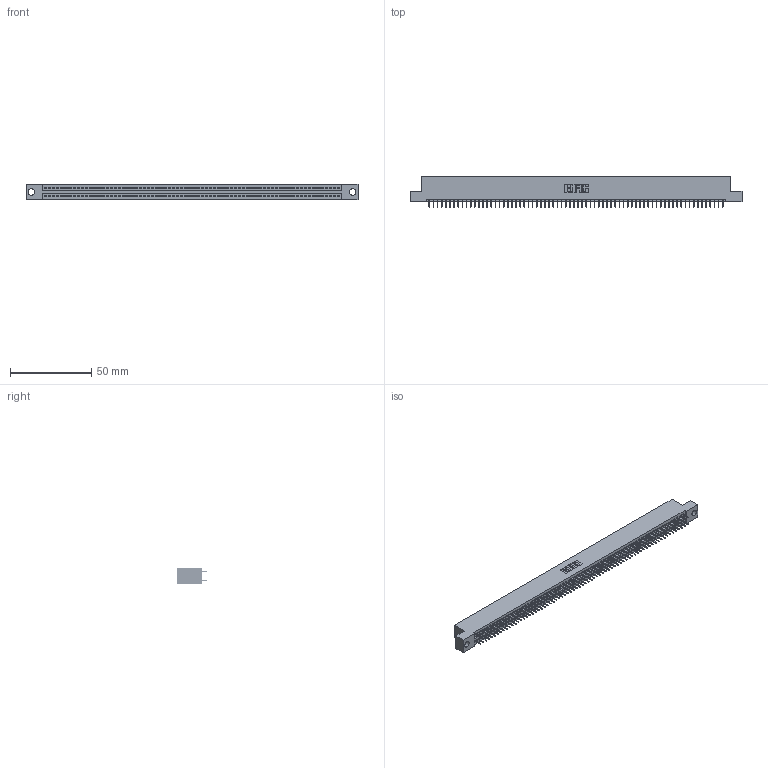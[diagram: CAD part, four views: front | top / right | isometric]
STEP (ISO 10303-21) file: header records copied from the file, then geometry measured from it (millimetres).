
FILE_DESCRIPTION (( 'STEP AP203' ), '1' );
FILE_NAME ('845-144-525-204.STEP', '2020-09-24T20:55:08', ( '' ), ( '' ), 'SwSTEP 2.0', 'SolidWorks 2020', '' );
FILE_SCHEMA (( 'CONFIG_CONTROL_DESIGN' ));
Length unit declared in the file: inch
Products named in the file (3): 845 Part_Flush Mounting Lugs - 0.156 Dia-TH; 345-292-001_345-293-125; 845-144-525-204
Assembly tree (145 placements, depth 2):
  845-144-525-204
    845 Part_Flush Mounting Lugs - 0.156 Dia-TH
    345-292-001_345-293-125  x144
Bounding box: 204.09 x 18.72 x 9.4 mm (x, y, z)
Volume: 19779 mm3; surface area: 28918.7 mm2
Topology: 145 solids, 145 shells, 7902 faces, 22373 edges, 14338 vertices
Faces by surface type: plane 5696, cylinder 2206
Entity records: 52531 total; most frequent: CARTESIAN_POINT 8776, ORIENTED_EDGE 8710, DIRECTION 7703, EDGE_CURVE 4355, LINE 3939, VECTOR 3939, VERTEX_POINT 2898, AXIS2_PLACEMENT_3D 1882
